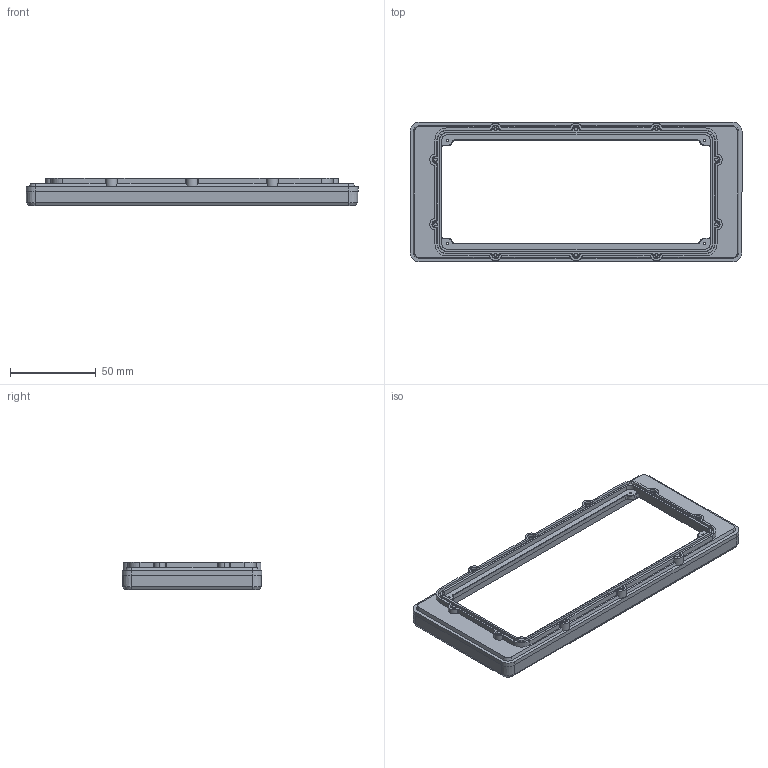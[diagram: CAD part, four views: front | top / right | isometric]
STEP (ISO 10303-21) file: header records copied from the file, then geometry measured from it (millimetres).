
FILE_DESCRIPTION (( 'STEP AP214' ), '1' );
FILE_NAME ('ðàìà ïëàòû L.STEP', '2025-06-23T21:24:13', ( '' ), ( '' ), 'SwSTEP 2.0', 'SolidWorks 2024', '' );
FILE_SCHEMA (( 'AUTOMOTIVE_DESIGN' ));
Length unit declared in the file: millimetre
Products named in the file (1): рама платы L
Bounding box: 193.99 x 81.48 x 16.02 mm (x, y, z)
Volume: 46048.3 mm3; surface area: 30406.9 mm2
Topology: 1 solids, 1 shells, 1025 faces, 2524 edges, 1493 vertices
Faces by surface type: cylinder 379, bspline 302, plane 232, cone 70, torus 42
Entity records: 36680 total; most frequent: CARTESIAN_POINT 15167, ORIENTED_EDGE 5000, DIRECTION 4005, EDGE_CURVE 2500, AXIS2_PLACEMENT_3D 1513, VERTEX_POINT 1493, EDGE_LOOP 1051, ADVANCED_FACE 1025
